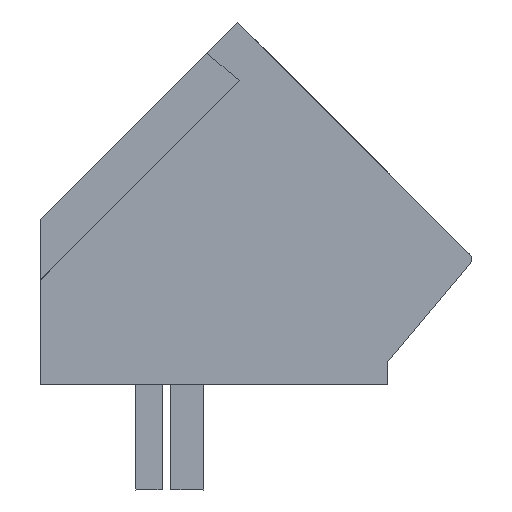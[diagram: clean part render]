
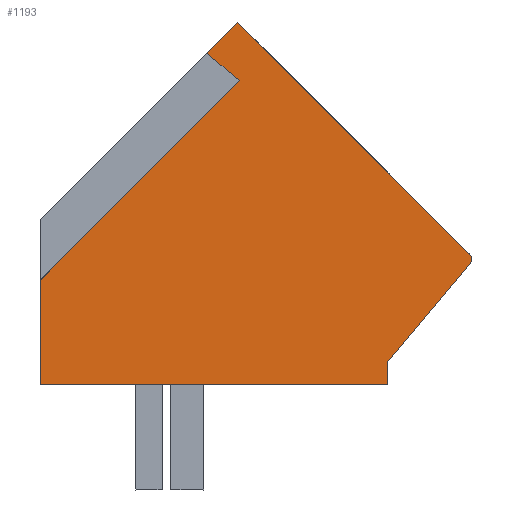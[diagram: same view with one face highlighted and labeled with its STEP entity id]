
A CAD part, left-side view. The second image highlights one B-rep face of the part: STEP entity #1193.
In plain terms, the highlighted planar face has unit normal (-1, 0, 0).
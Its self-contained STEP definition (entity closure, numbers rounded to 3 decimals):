
#1149=AXIS2_PLACEMENT_3D('Plane Axis2P3D',#1146,#1147,#1148) ;
#1179=AXIS2_PLACEMENT_3D('Circle Axis2P3D',#1177,#1178,$) ;
#172=CARTESIAN_POINT('Vertex',(0.,8.05,13.259)) ;
#175=CARTESIAN_POINT('Line Origine',(0.,7.58,13.73)) ;
#179=CARTESIAN_POINT('Vertex',(0.,7.11,14.2)) ;
#293=CARTESIAN_POINT('Line Origine',(0.,7.823,3.2)) ;
#297=CARTESIAN_POINT('Vertex',(0.,13.1,3.2)) ;
#299=CARTESIAN_POINT('Vertex',(0.,2.546,3.2)) ;
#944=CARTESIAN_POINT('Vertex',(0.,13.1,6.371)) ;
#947=CARTESIAN_POINT('Line Origine',(0.,10.075,9.396)) ;
#951=CARTESIAN_POINT('Vertex',(0.,7.051,12.421)) ;
#978=CARTESIAN_POINT('Line Origine',(0.,7.551,12.84)) ;
#1146=CARTESIAN_POINT('Axis2P3D Location',(0.,13.1,0.)) ;
#1151=CARTESIAN_POINT('Line Origine',(0.,3.584,10.674)) ;
#1155=CARTESIAN_POINT('Vertex',(0.,0.059,7.149)) ;
#1158=CARTESIAN_POINT('Line Origine',(0.,13.1,4.786)) ;
#1163=CARTESIAN_POINT('Line Origine',(0.,2.546,3.55)) ;
#1167=CARTESIAN_POINT('Vertex',(0.,2.546,3.9)) ;
#1170=CARTESIAN_POINT('Line Origine',(0.,1.297,5.389)) ;
#1174=CARTESIAN_POINT('Vertex',(0.,0.047,6.879)) ;
#1177=CARTESIAN_POINT('Axis2P3D Location',(0.,0.2,7.007)) ;
#176=DIRECTION('Vector Direction',(0.,0.707,-0.707)) ;
#294=DIRECTION('Vector Direction',(0.,-1.,0.)) ;
#948=DIRECTION('Vector Direction',(0.,0.707,-0.707)) ;
#979=DIRECTION('Vector Direction',(0.,-0.766,-0.643)) ;
#1147=DIRECTION('Axis2P3D Direction',(-1.,0.,0.)) ;
#1148=DIRECTION('Axis2P3D XDirection',(0.,-1.,0.)) ;
#1152=DIRECTION('Vector Direction',(0.,0.707,0.707)) ;
#1159=DIRECTION('Vector Direction',(0.,0.,-1.)) ;
#1164=DIRECTION('Vector Direction',(0.,0.,1.)) ;
#1171=DIRECTION('Vector Direction',(0.,-0.643,0.766)) ;
#1178=DIRECTION('Axis2P3D Direction',(-1.,0.,0.)) ;
#177=VECTOR('Line Direction',#176,1.) ;
#295=VECTOR('Line Direction',#294,1.) ;
#949=VECTOR('Line Direction',#948,1.) ;
#980=VECTOR('Line Direction',#979,1.) ;
#1153=VECTOR('Line Direction',#1152,1.) ;
#1160=VECTOR('Line Direction',#1159,1.) ;
#1165=VECTOR('Line Direction',#1164,1.) ;
#1172=VECTOR('Line Direction',#1171,1.) ;
#1183=ORIENTED_EDGE('',*,*,#1157,.T.) ;
#1184=ORIENTED_EDGE('',*,*,#181,.T.) ;
#1185=ORIENTED_EDGE('',*,*,#982,.T.) ;
#1186=ORIENTED_EDGE('',*,*,#953,.T.) ;
#1187=ORIENTED_EDGE('',*,*,#1162,.T.) ;
#1188=ORIENTED_EDGE('',*,*,#301,.T.) ;
#1189=ORIENTED_EDGE('',*,*,#1169,.T.) ;
#1190=ORIENTED_EDGE('',*,*,#1176,.T.) ;
#1191=ORIENTED_EDGE('',*,*,#1181,.F.) ;
#1193=ADVANCED_FACE('HOUSING',(#1192),#1150,.T.) ;
#1180=CIRCLE('generated circle',#1179,0.2) ;
#181=EDGE_CURVE('',#180,#173,#178,.T.) ;
#301=EDGE_CURVE('',#298,#300,#296,.T.) ;
#953=EDGE_CURVE('',#952,#945,#950,.T.) ;
#982=EDGE_CURVE('',#173,#952,#981,.T.) ;
#1157=EDGE_CURVE('',#1156,#180,#1154,.T.) ;
#1162=EDGE_CURVE('',#945,#298,#1161,.T.) ;
#1169=EDGE_CURVE('',#300,#1168,#1166,.T.) ;
#1176=EDGE_CURVE('',#1168,#1175,#1173,.T.) ;
#1181=EDGE_CURVE('',#1156,#1175,#1180,.F.) ;
#1182=EDGE_LOOP('',(#1183,#1184,#1185,#1186,#1187,#1188,#1189,#1190,#1191)) ;
#1192=FACE_OUTER_BOUND('',#1182,.T.) ;
#178=LINE('Line',#175,#177) ;
#296=LINE('Line',#293,#295) ;
#950=LINE('Line',#947,#949) ;
#981=LINE('Line',#978,#980) ;
#1154=LINE('Line',#1151,#1153) ;
#1161=LINE('Line',#1158,#1160) ;
#1166=LINE('Line',#1163,#1165) ;
#1173=LINE('Line',#1170,#1172) ;
#1150=PLANE('',#1149) ;
#173=VERTEX_POINT('',#172) ;
#180=VERTEX_POINT('',#179) ;
#298=VERTEX_POINT('',#297) ;
#300=VERTEX_POINT('',#299) ;
#945=VERTEX_POINT('',#944) ;
#952=VERTEX_POINT('',#951) ;
#1156=VERTEX_POINT('',#1155) ;
#1168=VERTEX_POINT('',#1167) ;
#1175=VERTEX_POINT('',#1174) ;
